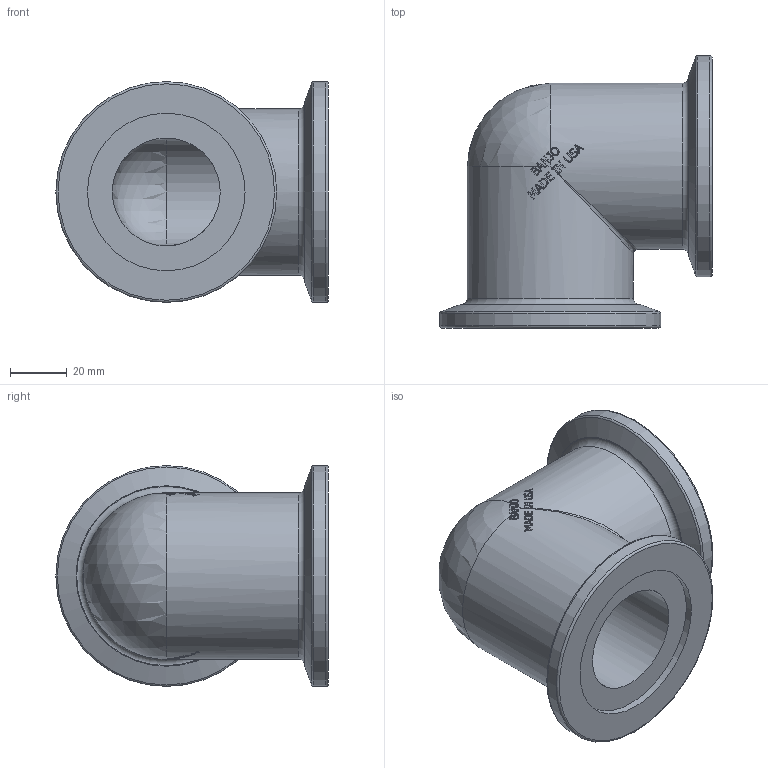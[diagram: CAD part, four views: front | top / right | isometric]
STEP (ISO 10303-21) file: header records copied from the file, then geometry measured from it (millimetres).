
FILE_DESCRIPTION(/* description */ ('2" MANIFOLD COUPLING X 90-SHORT, BAGGED'),/* implementation_level */ '2;1');
FILE_NAME(/* name */ 'M200CPG90SH.stp',/* time_stamp */ '2020-02-25T10:02:58-05:00',/* author */ ('MJC'),/* organization */ (''),/* preprocessor_version */ 'ST-DEVELOPER v17.2',/* originating_system */ 'Autodesk Inventor 2019',/* authorisation */ '');
FILE_SCHEMA (('AUTOMOTIVE_DESIGN { 1 0 10303 214 3 1 1 }'));
Products named in the file (2): M200CPG90SH; M200CPG90SHU
Assembly tree (1 placements, depth 2):
  M200CPG90SH
    M200CPG90SHU
Bounding box: 96.14 x 96.14 x 77.98 mm (x, y, z)
Volume: 197112.2 mm3; surface area: 44940 mm2
Topology: 1 solids, 1 shells, 437 faces, 1245 edges, 831 vertices
Faces by surface type: bspline 240, plane 129, cylinder 53, sphere 7, torus 6, cone 2
Full cylindrical faces by diameter (mm): 38.1 x2, 55.626 x2, 58.674 x2, 77.978 x2
Entity records: 50472 total; most frequent: CARTESIAN_POINT 40383, ORIENTED_EDGE 2478, DIRECTION 1489, EDGE_CURVE 1239, VERTEX_POINT 831, AXIS2_PLACEMENT_3D 563, B_SPLINE_CURVE_WITH_KNOTS 513, EDGE_LOOP 474
